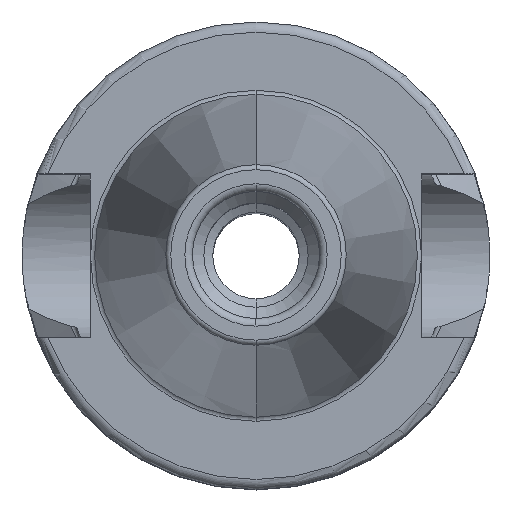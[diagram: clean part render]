
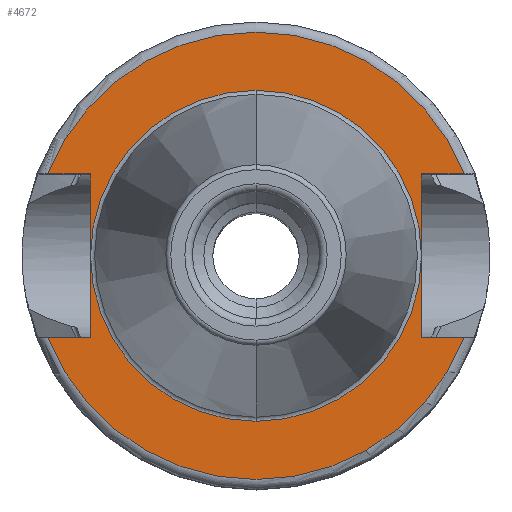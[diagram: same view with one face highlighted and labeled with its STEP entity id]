
A CAD part, top view. The second image highlights one B-rep face of the part: STEP entity #4672.
In plain terms, the highlighted planar face has unit normal (0, 0, 1).
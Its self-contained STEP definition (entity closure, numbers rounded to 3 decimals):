
#403=DIRECTION('',(1,0,0));
#404=VECTOR('',#403,4.174);
#405=CARTESIAN_POINT('',(-20.474,-8.05,20));
#406=LINE('',#405,#404);
#407=DIRECTION('',(0,1,0));
#408=VECTOR('',#407,16.1);
#409=CARTESIAN_POINT('',(-16.3,-8.05,20));
#410=LINE('',#409,#408);
#411=DIRECTION('',(1,0,0));
#412=VECTOR('',#411,4.174);
#413=CARTESIAN_POINT('',(-20.474,8.05,20));
#414=LINE('',#413,#412);
#415=DIRECTION('',(-1,0,0));
#416=VECTOR('',#415,4.174);
#417=CARTESIAN_POINT('',(20.474,8.05,20));
#418=LINE('',#417,#416);
#419=DIRECTION('',(0,-1,0));
#420=VECTOR('',#419,16.1);
#421=CARTESIAN_POINT('',(16.3,8.05,20));
#422=LINE('',#421,#420);
#423=DIRECTION('',(-1,0,0));
#424=VECTOR('',#423,4.174);
#425=CARTESIAN_POINT('',(20.474,-8.05,20));
#426=LINE('',#425,#424);
#437=CARTESIAN_POINT('',(0,0,20));
#438=DIRECTION('',(0,0,1));
#439=DIRECTION('',(0,1,0));
#440=AXIS2_PLACEMENT_3D('',#437,#438,#439);
#442=CARTESIAN_POINT('',(0,0,20));
#443=DIRECTION('',(0,0,-1));
#444=DIRECTION('',(0,1,0));
#445=AXIS2_PLACEMENT_3D('',#442,#443,#444);
#3536=CARTESIAN_POINT('',(0,0,20));
#3537=DIRECTION('',(0,0,1));
#3538=DIRECTION('',(-0.931,-0.366,0));
#3539=AXIS2_PLACEMENT_3D('',#3536,#3537,#3538);
#3553=CARTESIAN_POINT('',(0,0,20));
#3554=DIRECTION('',(0,0,1));
#3555=DIRECTION('',(0.931,0.366,0));
#3556=AXIS2_PLACEMENT_3D('',#3553,#3554,#3555);
#3723=CARTESIAN_POINT('',(-20.474,-8.05,20));
#3724=CARTESIAN_POINT('',(-16.3,-8.05,20));
#3725=VERTEX_POINT('',#3723);
#3726=VERTEX_POINT('',#3724);
#3727=CARTESIAN_POINT('',(-16.3,8.05,20));
#3728=VERTEX_POINT('',#3727);
#3729=CARTESIAN_POINT('',(-20.474,8.05,20));
#3730=VERTEX_POINT('',#3729);
#3731=CARTESIAN_POINT('',(16.3,8.05,20));
#3732=CARTESIAN_POINT('',(16.3,-8.05,20));
#3733=VERTEX_POINT('',#3731);
#3734=VERTEX_POINT('',#3732);
#3735=CARTESIAN_POINT('',(20.474,-8.05,20));
#3736=VERTEX_POINT('',#3735);
#3737=CARTESIAN_POINT('',(20.474,8.05,20));
#3738=VERTEX_POINT('',#3737);
#3781=CARTESIAN_POINT('',(0,16.275,20));
#3783=VERTEX_POINT('',#3781);
#3787=CARTESIAN_POINT('',(0,-16.275,20));
#3789=VERTEX_POINT('',#3787);
#4649=CARTESIAN_POINT('',(0,0,20));
#4650=DIRECTION('',(0,0,-1));
#4651=DIRECTION('',(0,-1,0));
#4652=AXIS2_PLACEMENT_3D('',#4649,#4650,#4651);
#4653=PLANE('',#4652);
#4654=ORIENTED_EDGE('',*,*,#4640,.T.);
#4655=ORIENTED_EDGE('',*,*,#4465,.T.);
#4656=ORIENTED_EDGE('',*,*,#4484,.F.);
#4658=ORIENTED_EDGE('',*,*,#4657,.F.);
#4659=ORIENTED_EDGE('',*,*,#4565,.T.);
#4660=ORIENTED_EDGE('',*,*,#4583,.T.);
#4661=ORIENTED_EDGE('',*,*,#4600,.F.);
#4663=ORIENTED_EDGE('',*,*,#4662,.F.);
#4664=EDGE_LOOP('',(#4654,#4655,#4656,#4658,#4659,#4660,#4661,#4663));
#4665=FACE_OUTER_BOUND('',#4664,.F.);
#4667=ORIENTED_EDGE('',*,*,#4666,.T.);
#4669=ORIENTED_EDGE('',*,*,#4668,.F.);
#4670=EDGE_LOOP('',(#4667,#4669));
#4671=FACE_BOUND('',#4670,.F.);
#4672=ADVANCED_FACE('',(#4665,#4671),#4653,.F.);
#441=CIRCLE('',#440,16.275);
#446=CIRCLE('',#445,16.275);
#3540=CIRCLE('',#3539,22);
#3557=CIRCLE('',#3556,22);
#4465=EDGE_CURVE('',#3726,#3728,#410,.T.);
#4484=EDGE_CURVE('',#3730,#3728,#414,.T.);
#4565=EDGE_CURVE('',#3738,#3733,#418,.T.);
#4583=EDGE_CURVE('',#3733,#3734,#422,.T.);
#4600=EDGE_CURVE('',#3736,#3734,#426,.T.);
#4640=EDGE_CURVE('',#3725,#3726,#406,.T.);
#4657=EDGE_CURVE('',#3738,#3730,#3557,.T.);
#4662=EDGE_CURVE('',#3725,#3736,#3540,.T.);
#4666=EDGE_CURVE('',#3783,#3789,#441,.T.);
#4668=EDGE_CURVE('',#3783,#3789,#446,.T.);
